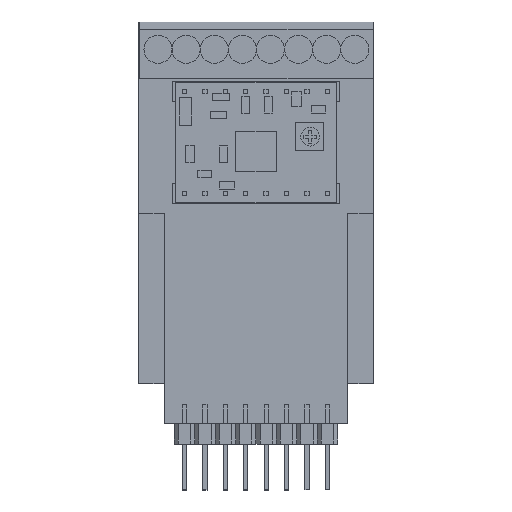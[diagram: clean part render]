
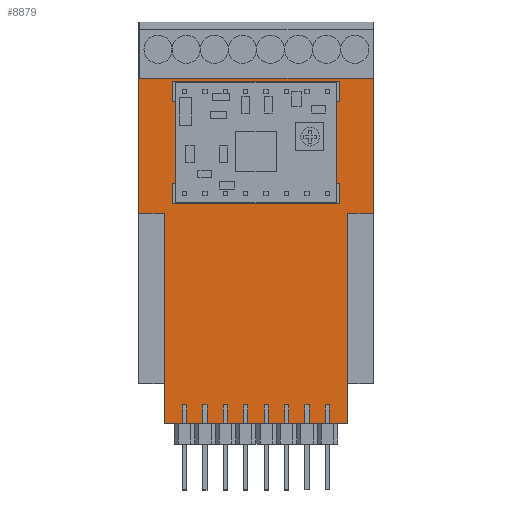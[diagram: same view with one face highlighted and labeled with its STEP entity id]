
A CAD part, top view. The second image highlights one B-rep face of the part: STEP entity #8879.
In plain terms, the highlighted planar face has unit normal (0, 0, 1).
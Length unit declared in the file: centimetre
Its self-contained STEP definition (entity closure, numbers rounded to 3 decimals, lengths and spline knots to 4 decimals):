
#581=VERTEX_POINT('',#11642);
#582=VERTEX_POINT('',#11644);
#592=VERTEX_POINT('',#11669);
#593=VERTEX_POINT('',#11671);
#596=VERTEX_POINT('',#11679);
#597=VERTEX_POINT('',#11685);
#598=VERTEX_POINT('',#11688);
#599=VERTEX_POINT('',#11690);
#1434=VECTOR('',#9912,1.);
#1447=VECTOR('',#9928,1.);
#1451=VECTOR('',#9933,1.);
#1454=VECTOR('',#9938,1.);
#1455=VECTOR('',#9939,1.);
#1456=VECTOR('',#9940,1.);
#1457=VECTOR('',#9941,1.);
#1458=VECTOR('',#9942,1.);
#2598=LINE('',#11643,#1434);
#2611=LINE('',#11670,#1447);
#2615=LINE('',#11678,#1451);
#2618=LINE('',#11684,#1454);
#2619=LINE('',#11686,#1455);
#2620=LINE('',#11687,#1456);
#2621=LINE('',#11689,#1457);
#2622=LINE('',#11691,#1458);
#3762=EDGE_CURVE('',#581,#582,#2598,.T.);
#3775=EDGE_CURVE('',#592,#593,#2611,.T.);
#3779=EDGE_CURVE('',#596,#582,#2615,.T.);
#3782=EDGE_CURVE('',#597,#596,#2618,.T.);
#3783=EDGE_CURVE('',#593,#581,#2619,.T.);
#3784=EDGE_CURVE('',#592,#598,#2620,.T.);
#3785=EDGE_CURVE('',#598,#599,#2621,.T.);
#3786=EDGE_CURVE('',#597,#599,#2622,.T.);
#5076=ORIENTED_EDGE('',*,*,#3782,.T.);
#5077=ORIENTED_EDGE('',*,*,#3779,.T.);
#5078=ORIENTED_EDGE('',*,*,#3762,.F.);
#5079=ORIENTED_EDGE('',*,*,#3783,.F.);
#5080=ORIENTED_EDGE('',*,*,#3775,.F.);
#5081=ORIENTED_EDGE('',*,*,#3784,.T.);
#5082=ORIENTED_EDGE('',*,*,#3785,.T.);
#5083=ORIENTED_EDGE('',*,*,#3786,.F.);
#7619=EDGE_LOOP('',(#5076,#5077,#5078,#5079,#5080,#5081,#5082,#5083));
#8249=FACE_BOUND('',#7619,.T.);
#8879=ADVANCED_FACE('',(#8249),#14138,.T.);
#9407=AXIS2_PLACEMENT_3D('',#11683,#9937,$);
#9912=DIRECTION('',(0.,-1.,0.));
#9928=DIRECTION('',(0.,1.,0.));
#9933=DIRECTION('',(1.,0.,0.));
#9937=DIRECTION('',(0.,0.,1.));
#9938=DIRECTION('',(0.,1.,0.));
#9939=DIRECTION('',(1.,0.,0.));
#9940=DIRECTION('',(1.,0.,0.));
#9941=DIRECTION('',(0.,-1.,0.));
#9942=DIRECTION('',(-1.,0.,0.));
#11642=CARTESIAN_POINT('',(1.46,5.,0.0794));
#11643=CARTESIAN_POINT('',(1.46,0.,0.0794));
#11644=CARTESIAN_POINT('',(1.46,2.62,0.0794));
#11669=CARTESIAN_POINT('',(-1.46,2.62,0.0794));
#11670=CARTESIAN_POINT('',(-1.46,5.,0.0794));
#11671=CARTESIAN_POINT('',(-1.46,5.,0.0794));
#11678=CARTESIAN_POINT('',(0.6508,2.62,0.0794));
#11679=CARTESIAN_POINT('',(1.143,2.62,0.0794));
#11683=CARTESIAN_POINT('',(0.,2.5,0.0794));
#11684=CARTESIAN_POINT('',(1.143,1.375,0.0794));
#11685=CARTESIAN_POINT('',(1.143,0.,0.0794));
#11686=CARTESIAN_POINT('',(1.46,5.,0.0794));
#11687=CARTESIAN_POINT('',(-0.6508,2.62,0.0794));
#11688=CARTESIAN_POINT('',(-1.143,2.62,0.0794));
#11689=CARTESIAN_POINT('',(-1.143,2.03,0.0794));
#11690=CARTESIAN_POINT('',(-1.143,0.,0.0794));
#11691=CARTESIAN_POINT('',(-1.46,0.,0.0794));
#14138=PLANE('',#9407);
